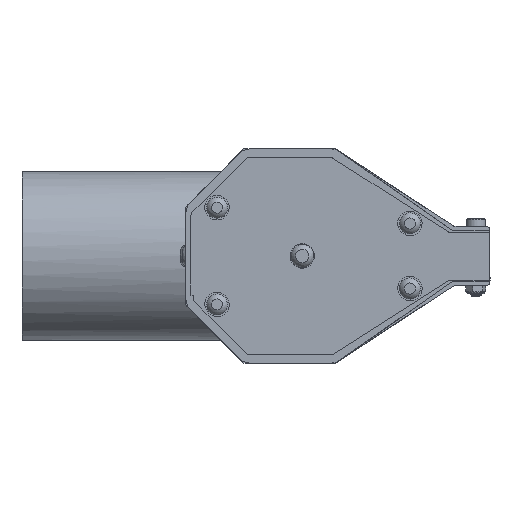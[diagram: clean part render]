
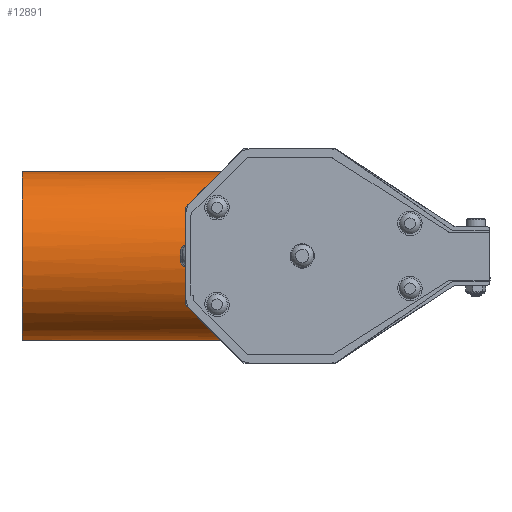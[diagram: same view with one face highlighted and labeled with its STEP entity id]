
A CAD part, left-side view. The second image highlights one B-rep face of the part: STEP entity #12891.
In plain terms, the highlighted cylindrical face has radius 38.1 mm (diameter 76.2 mm), a full revolution.
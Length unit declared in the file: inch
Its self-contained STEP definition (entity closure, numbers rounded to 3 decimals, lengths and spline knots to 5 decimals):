
#15=ELLIPSE('',#14525,2.12132,1.5);
#16=ELLIPSE('',#14534,2.12132,1.5);
#925=FACE_BOUND('',#5522,.T.);
#1549=LINE('',#60853,#1913);
#1558=LINE('',#60892,#1922);
#1913=VECTOR('',#18159,0.3937);
#1922=VECTOR('',#18188,0.3937);
#2322=CIRCLE('',#12958,1.5);
#3023=CIRCLE('',#14523,1.5);
#3024=CIRCLE('',#14528,1.5);
#3025=CIRCLE('',#14531,1.5);
#3027=CIRCLE('',#14538,1.5);
#3237=CYLINDRICAL_SURFACE('',#14543,1.5);
#4170=FACE_OUTER_BOUND('',#5521,.T.);
#5521=EDGE_LOOP('',(#11910,#11911,#11912,#11913,#11914,#11915,#11916,#11917,
#11918,#11919,#11920,#11921));
#5522=EDGE_LOOP('',(#11922));
#5667=B_SPLINE_CURVE_WITH_KNOTS('',3,(#60840,#60841,#60842,#60843,#60844,
#60845),.UNSPECIFIED.,.F.,.F.,(4,2,4),(0.24736,0.3156,
0.37841),.UNSPECIFIED.);
#5668=B_SPLINE_CURVE_WITH_KNOTS('',3,(#60861,#60862,#60863,#60864,#60865,
#60866),.UNSPECIFIED.,.F.,.F.,(4,2,4),(0.119,0.18106,
0.2478),.UNSPECIFIED.);
#5669=B_SPLINE_CURVE_WITH_KNOTS('',3,(#60876,#60877,#60878,#60879,#60880,
#60881),.UNSPECIFIED.,.F.,.F.,(4,2,4),(0.73751,0.80426,
0.86631),.UNSPECIFIED.);
#5670=B_SPLINE_CURVE_WITH_KNOTS('',3,(#60897,#60898,#60899,#60900,#60901,
#60902),.UNSPECIFIED.,.F.,.F.,(4,2,4),(0.61785,0.68066,
0.7489),.UNSPECIFIED.);
#5781=VERTEX_POINT('',#39055);
#5782=VERTEX_POINT('',#39056);
#6835=VERTEX_POINT('',#60828);
#6836=VERTEX_POINT('',#60831);
#6837=VERTEX_POINT('',#60832);
#6839=VERTEX_POINT('',#60839);
#6840=VERTEX_POINT('',#60848);
#6841=VERTEX_POINT('',#60852);
#6842=VERTEX_POINT('',#60856);
#6843=VERTEX_POINT('',#60860);
#6844=VERTEX_POINT('',#60869);
#6846=VERTEX_POINT('',#60875);
#6848=VERTEX_POINT('',#60886);
#6981=EDGE_CURVE('',#5781,#5782,#2322,.T.);
#8513=EDGE_CURVE('',#6835,#6835,#3023,.T.);
#8514=EDGE_CURVE('',#6836,#6837,#15,.T.);
#8518=EDGE_CURVE('',#6839,#6836,#5667,.T.);
#8520=EDGE_CURVE('',#6840,#6839,#3024,.T.);
#8522=EDGE_CURVE('',#6841,#6840,#1549,.T.);
#8524=EDGE_CURVE('',#6842,#6841,#3025,.T.);
#8526=EDGE_CURVE('',#6843,#6842,#5668,.T.);
#8528=EDGE_CURVE('',#6844,#6843,#16,.T.);
#8531=EDGE_CURVE('',#6846,#6844,#5669,.T.);
#8534=EDGE_CURVE('',#6848,#6846,#3027,.T.);
#8537=EDGE_CURVE('',#5782,#6848,#1558,.T.);
#8540=EDGE_CURVE('',#6837,#5781,#5670,.T.);
#11910=ORIENTED_EDGE('',*,*,#6981,.T.);
#11911=ORIENTED_EDGE('',*,*,#8537,.T.);
#11912=ORIENTED_EDGE('',*,*,#8534,.T.);
#11913=ORIENTED_EDGE('',*,*,#8531,.T.);
#11914=ORIENTED_EDGE('',*,*,#8528,.T.);
#11915=ORIENTED_EDGE('',*,*,#8526,.T.);
#11916=ORIENTED_EDGE('',*,*,#8524,.T.);
#11917=ORIENTED_EDGE('',*,*,#8522,.T.);
#11918=ORIENTED_EDGE('',*,*,#8520,.T.);
#11919=ORIENTED_EDGE('',*,*,#8518,.T.);
#11920=ORIENTED_EDGE('',*,*,#8514,.T.);
#11921=ORIENTED_EDGE('',*,*,#8540,.T.);
#11922=ORIENTED_EDGE('',*,*,#8513,.F.);
#12891=ADVANCED_FACE('',(#4170,#925),#3237,.T.);
#12958=AXIS2_PLACEMENT_3D('',#39057,#14662,#14663);
#14523=AXIS2_PLACEMENT_3D('',#60829,#18140,#18141);
#14525=AXIS2_PLACEMENT_3D('',#60833,#18144,#18145);
#14528=AXIS2_PLACEMENT_3D('',#60849,#18154,#18155);
#14531=AXIS2_PLACEMENT_3D('',#60857,#18163,#18164);
#14534=AXIS2_PLACEMENT_3D('',#60870,#18171,#18172);
#14538=AXIS2_PLACEMENT_3D('',#60887,#18182,#18183);
#14543=AXIS2_PLACEMENT_3D('',#60903,#18196,#18197);
#14662=DIRECTION('center_axis',(0.,1.,0.));
#14663=DIRECTION('ref_axis',(-0.695,0.,-0.719));
#18140=DIRECTION('center_axis',(0.,1.,0.));
#18141=DIRECTION('ref_axis',(-0.695,0.,-0.719));
#18144=DIRECTION('center_axis',(0.,0.707,
-0.707));
#18145=DIRECTION('ref_axis',(0.,-0.707,-0.707));
#18154=DIRECTION('center_axis',(0.,1.,0.));
#18155=DIRECTION('ref_axis',(-0.695,0.,-0.719));
#18159=DIRECTION('',(0.,-1.,0.));
#18163=DIRECTION('center_axis',(0.,1.,0.));
#18164=DIRECTION('ref_axis',(-0.695,0.,-0.719));
#18171=DIRECTION('center_axis',(0.,0.707,
0.707));
#18172=DIRECTION('ref_axis',(0.,0.707,-0.707));
#18182=DIRECTION('center_axis',(0.,1.,0.));
#18183=DIRECTION('ref_axis',(-0.695,0.,-0.719));
#18188=DIRECTION('',(0.,1.,0.));
#18196=DIRECTION('center_axis',(0.,1.,0.));
#18197=DIRECTION('ref_axis',(-0.695,0.,-0.719));
#39055=CARTESIAN_POINT('',(-1.28758,0.23761,-0.76951));
#39056=CARTESIAN_POINT('',(-1.33098,0.23761,-0.69174));
#39057=CARTESIAN_POINT('Origin',(0.,0.23761,
0.));
#60828=CARTESIAN_POINT('',(1.0429,3.28761,1.07813));
#60829=CARTESIAN_POINT('Origin',(0.,3.28761,
0.));
#60831=CARTESIAN_POINT('',(1.26125,0.22004,-0.81194));
#60832=CARTESIAN_POINT('',(-1.26125,0.22004,-0.81194));
#60833=CARTESIAN_POINT('Origin',(0.,1.03197,
0.));
#60839=CARTESIAN_POINT('',(1.28758,0.23761,-0.76951));
#60840=CARTESIAN_POINT('Ctrl Pts',(1.28758,0.23761,-0.76951));
#60841=CARTESIAN_POINT('Ctrl Pts',(1.28298,0.23761,-0.7772));
#60842=CARTESIAN_POINT('Ctrl Pts',(1.27797,0.23606,-0.78542));
#60843=CARTESIAN_POINT('Ctrl Pts',(1.26885,0.22981,-0.80006));
#60844=CARTESIAN_POINT('Ctrl Pts',(1.2647,0.22539,-0.80658));
#60845=CARTESIAN_POINT('Ctrl Pts',(1.26125,0.22004,-0.81194));
#60848=CARTESIAN_POINT('',(1.33098,0.23761,-0.69174));
#60849=CARTESIAN_POINT('Origin',(0.,0.23761,
0.));
#60852=CARTESIAN_POINT('',(1.33098,0.28761,-0.69174));
#60853=CARTESIAN_POINT('',(1.33098,-0.71239,-0.69174));
#60856=CARTESIAN_POINT('',(1.31333,0.28761,0.72469));
#60857=CARTESIAN_POINT('Origin',(0.,0.28761,
0.));
#60860=CARTESIAN_POINT('',(1.28901,0.27004,0.76711));
#60861=CARTESIAN_POINT('Ctrl Pts',(1.28901,0.27004,0.76711));
#60862=CARTESIAN_POINT('Ctrl Pts',(1.29219,0.27539,0.76176));
#60863=CARTESIAN_POINT('Ctrl Pts',(1.29604,0.27983,0.75521));
#60864=CARTESIAN_POINT('Ctrl Pts',(1.30448,0.28606,0.74055));
#60865=CARTESIAN_POINT('Ctrl Pts',(1.3091,0.28761,0.73236));
#60866=CARTESIAN_POINT('Ctrl Pts',(1.31333,0.28761,0.72469));
#60869=CARTESIAN_POINT('',(-1.28901,0.27004,0.76711));
#60870=CARTESIAN_POINT('Origin',(0.,1.03715,
0.));
#60875=CARTESIAN_POINT('',(-1.31333,0.28761,0.72469));
#60876=CARTESIAN_POINT('Ctrl Pts',(-1.31333,0.28761,0.72469));
#60877=CARTESIAN_POINT('Ctrl Pts',(-1.3091,0.28761,
0.73236));
#60878=CARTESIAN_POINT('Ctrl Pts',(-1.30448,0.28606,0.74055));
#60879=CARTESIAN_POINT('Ctrl Pts',(-1.29604,0.27983,
0.75521));
#60880=CARTESIAN_POINT('Ctrl Pts',(-1.29219,0.27539,
0.76176));
#60881=CARTESIAN_POINT('Ctrl Pts',(-1.28901,0.27004,
0.76711));
#60886=CARTESIAN_POINT('',(-1.33098,0.28761,-0.69174));
#60887=CARTESIAN_POINT('Origin',(0.,0.28761,
0.));
#60892=CARTESIAN_POINT('',(-1.33098,-0.71239,-0.69174));
#60897=CARTESIAN_POINT('Ctrl Pts',(-1.26125,0.22004,
-0.81194));
#60898=CARTESIAN_POINT('Ctrl Pts',(-1.2647,0.22539,
-0.80658));
#60899=CARTESIAN_POINT('Ctrl Pts',(-1.26885,0.22981,
-0.80006));
#60900=CARTESIAN_POINT('Ctrl Pts',(-1.27797,0.23606,-0.78542));
#60901=CARTESIAN_POINT('Ctrl Pts',(-1.28298,0.23761,-0.7772));
#60902=CARTESIAN_POINT('Ctrl Pts',(-1.28758,0.23761,
-0.76951));
#60903=CARTESIAN_POINT('Origin',(0.,-0.71239,
0.));
